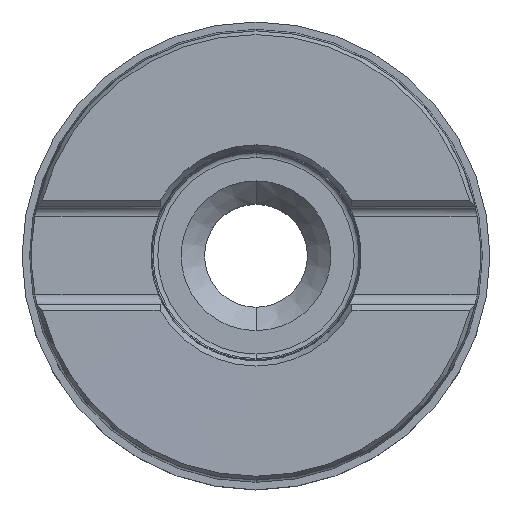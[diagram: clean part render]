
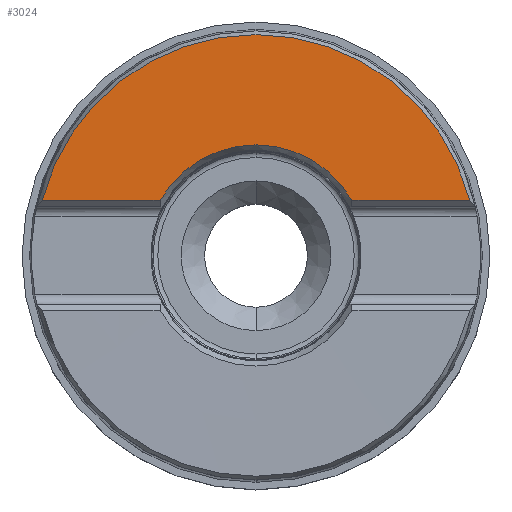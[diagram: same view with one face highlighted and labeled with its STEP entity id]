
A CAD part, top view. The second image highlights one B-rep face of the part: STEP entity #3024.
In plain terms, the highlighted conical face has half-angle 89.914 degrees and reference radius 17.706 mm.
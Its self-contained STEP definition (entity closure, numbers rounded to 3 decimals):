
#603=CARTESIAN_POINT('',(-10.249,5.882,
-0.018));
#608=CARTESIAN_POINT('',(10.249,5.882,-0.018));
#1418=CARTESIAN_POINT('',(0.,0.,-0.018));
#1419=DIRECTION('',(0.,0.,1.));
#1420=DIRECTION('',(0.867,0.498,0.));
#1421=AXIS2_PLACEMENT_3D('',#1418,#1419,#1420);
#1426=CARTESIAN_POINT('',(-22.847,5.899,
-0.001));
#1427=CARTESIAN_POINT('',(-22.188,5.898,
-0.002));
#1428=CARTESIAN_POINT('',(-20.945,5.897,
-0.003));
#1429=CARTESIAN_POINT('',(-19.319,5.894,
-0.006));
#1430=CARTESIAN_POINT('',(-17.893,5.892,
-0.008));
#1431=CARTESIAN_POINT('',(-16.646,5.89,
-0.01));
#1432=CARTESIAN_POINT('',(-15.549,5.889,
-0.011));
#1433=CARTESIAN_POINT('',(-14.572,5.888,
-0.012));
#1434=CARTESIAN_POINT('',(-13.692,5.886,
-0.014));
#1435=CARTESIAN_POINT('',(-12.891,5.885,
-0.015));
#1436=CARTESIAN_POINT('',(-12.156,5.884,
-0.016));
#1437=CARTESIAN_POINT('',(-11.475,5.883,
-0.017));
#1438=CARTESIAN_POINT('',(-10.841,5.882,
-0.018));
#1439=CARTESIAN_POINT('',(-10.442,5.882,
-0.018));
#1440=CARTESIAN_POINT('',(-10.249,5.882,
-0.018));
#1445=CARTESIAN_POINT('',(0.,0.,-0.001));
#1446=DIRECTION('',(0.,0.,-1.));
#1447=DIRECTION('',(-0.968,0.25,0.));
#1448=AXIS2_PLACEMENT_3D('',#1445,#1446,#1447);
#1453=CARTESIAN_POINT('',(10.249,5.882,
-0.018));
#1454=CARTESIAN_POINT('',(10.443,5.882,
-0.018));
#1455=CARTESIAN_POINT('',(10.843,5.883,
-0.017));
#1456=CARTESIAN_POINT('',(11.48,5.883,
-0.017));
#1457=CARTESIAN_POINT('',(12.161,5.884,
-0.016));
#1458=CARTESIAN_POINT('',(12.897,5.885,
-0.015));
#1459=CARTESIAN_POINT('',(13.698,5.886,
-0.014));
#1460=CARTESIAN_POINT('',(14.577,5.888,
-0.012));
#1461=CARTESIAN_POINT('',(15.553,5.889,
-0.011));
#1462=CARTESIAN_POINT('',(16.647,5.89,
-0.01));
#1463=CARTESIAN_POINT('',(17.888,5.892,
-0.008));
#1464=CARTESIAN_POINT('',(19.312,5.894,
-0.006));
#1465=CARTESIAN_POINT('',(20.94,5.897,
-0.003));
#1466=CARTESIAN_POINT('',(22.186,5.898,
-0.002));
#1467=CARTESIAN_POINT('',(22.847,5.899,
-0.001));
#1529=CARTESIAN_POINT('',(-22.847,5.899,
-0.001));
#1550=CARTESIAN_POINT('',(22.847,5.899,
-0.001));
#1693=VERTEX_POINT('',#608);
#1707=VERTEX_POINT('',#603);
#1710=VERTEX_POINT('',#1550);
#1712=VERTEX_POINT('',#1529);
#3012=CARTESIAN_POINT('',(0.,0.,-0.009));
#3013=DIRECTION('',(0.,0.,1.));
#3014=DIRECTION('',(0.,1.,0.));
#3015=AXIS2_PLACEMENT_3D('',#3012,#3013,#3014);
#3016=CONICAL_SURFACE('',#3015,17.707,89.914);
#3017=ORIENTED_EDGE('',*,*,#2118,.T.);
#3018=ORIENTED_EDGE('',*,*,#3007,.F.);
#3020=ORIENTED_EDGE('',*,*,#3019,.T.);
#3021=ORIENTED_EDGE('',*,*,#2990,.F.);
#3022=EDGE_LOOP('',(#3017,#3018,#3020,#3021));
#3023=FACE_OUTER_BOUND('',#3022,.F.);
#1422=CIRCLE('',#1421,11.817);
#1441=B_SPLINE_CURVE_WITH_KNOTS('',3,(#1426,#1427,#1428,#1429,#1430,#1431,#1432,
#1433,#1434,#1435,#1436,#1437,#1438,#1439,#1440),.UNSPECIFIED.,.F.,.F.,(4,1,1,1,
1,1,1,1,1,1,1,1,4),(0.,0.083,0.167,0.25,
0.333,0.417,0.5,0.583,0.667,
0.75,0.833,0.917,1.),.UNSPECIFIED.);
#1449=CIRCLE('',#1448,23.596);
#1468=B_SPLINE_CURVE_WITH_KNOTS('',3,(#1453,#1454,#1455,#1456,#1457,#1458,#1459,
#1460,#1461,#1462,#1463,#1464,#1465,#1466,#1467),.UNSPECIFIED.,.F.,.F.,(4,1,1,1,
1,1,1,1,1,1,1,1,4),(0.,0.083,0.167,0.25,
0.333,0.417,0.5,0.583,0.667,
0.75,0.833,0.917,1.),.UNSPECIFIED.);
#2118=EDGE_CURVE('',#1693,#1707,#1422,.T.);
#2990=EDGE_CURVE('',#1693,#1710,#1468,.T.);
#3007=EDGE_CURVE('',#1712,#1707,#1441,.T.);
#3019=EDGE_CURVE('',#1712,#1710,#1449,.T.);
#3024=ADVANCED_FACE('',(#3023),#3016,.F.);
